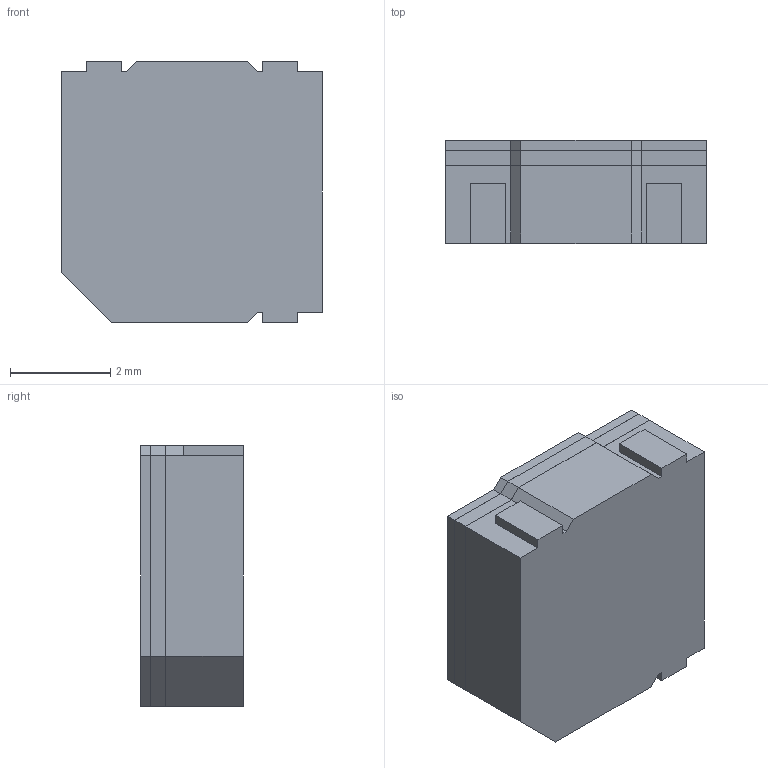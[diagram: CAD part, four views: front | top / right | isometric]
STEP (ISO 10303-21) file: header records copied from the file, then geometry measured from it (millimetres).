
FILE_DESCRIPTION(/* description */ (''),/* implementation_level */ '2;1');
FILE_NAME(/* name */ 'SMT-0540-T-9-R.ipt.step',/* time_stamp */ '2024-02-07T22:39:26-05:00',/* author */ ('VanDenBroek'),/* organization */ (''),/* preprocessor_version */ 'ST-DEVELOPER v20',/* originating_system */ 'Autodesk Inventor 2024',/* authorisation */ '');
FILE_SCHEMA (('AUTOMOTIVE_DESIGN { 1 0 10303 214 3 1 1 }'));
Length unit declared in the file: centimetre
Products named in the file (1): SMT-0540-T-9-R
Bounding box: 5.2 x 2.05 x 5.2 mm (x, y, z)
Volume: 46.9 mm3; surface area: 137.1 mm2
Topology: 1 solids, 1 shells, 55 faces, 144 edges, 96 vertices
Faces by surface type: plane 52, cylinder 3
Full cylindrical faces by diameter (mm): 0.8 x1, 4.5 x1, 4.9 x1
Entity records: 1789 total; most frequent: CARTESIAN_POINT 296, ORIENTED_EDGE 288, DIRECTION 262, EDGE_CURVE 144, LINE 138, VECTOR 138, VERTEX_POINT 96, AXIS2_PLACEMENT_3D 62
